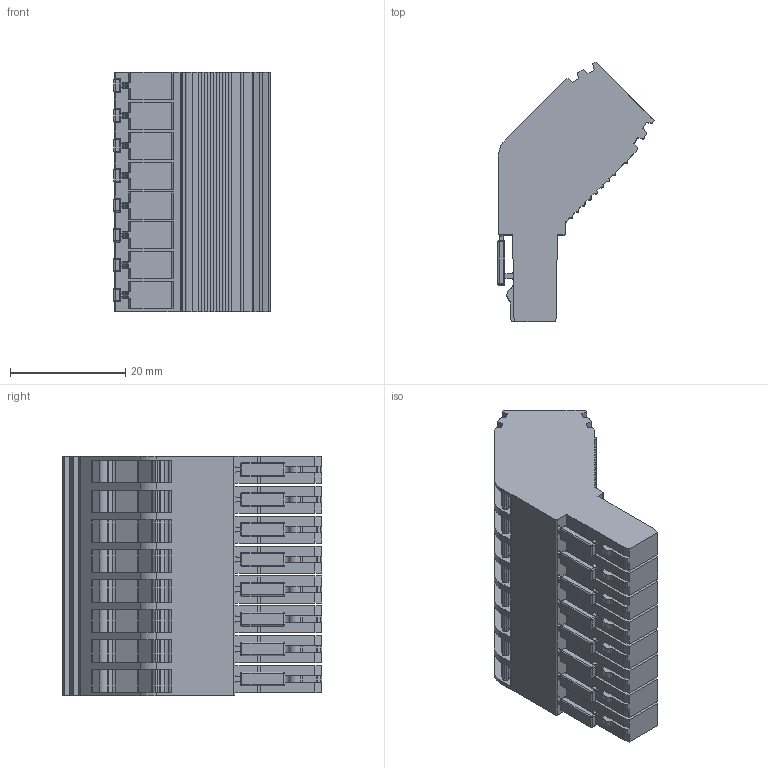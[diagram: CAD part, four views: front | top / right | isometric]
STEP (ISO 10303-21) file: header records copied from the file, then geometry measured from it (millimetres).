
FILE_DESCRIPTION (( 'STEP AP214' ), '1' );
FILE_NAME ('310749_SG_PT 2.5_AN_8_Grey.STEP', '2017-09-27T10:31:40', ( '' ), ( '' ), 'SwSTEP 2.0', 'SolidWorks 2017', '' );
FILE_SCHEMA (( 'AUTOMOTIVE_DESIGN' ));
Length unit declared in the file: millimetre
Products named in the file (1): 310749_SG_PT 2.5_AN_8_Grey
Bounding box: 27.16 x 45.07 x 41.6 mm (x, y, z)
Volume: 23445.3 mm3; surface area: 9528.5 mm2
Topology: 1 solids, 1 shells, 1015 faces, 2781 edges, 1742 vertices
Faces by surface type: plane 585, cylinder 366, bspline 64
Entity records: 32209 total; most frequent: CARTESIAN_POINT 6483, ORIENTED_EDGE 5434, DIRECTION 5337, EDGE_CURVE 2717, VECTOR 1969, LINE 1969, VERTEX_POINT 1742, AXIS2_PLACEMENT_3D 1684
